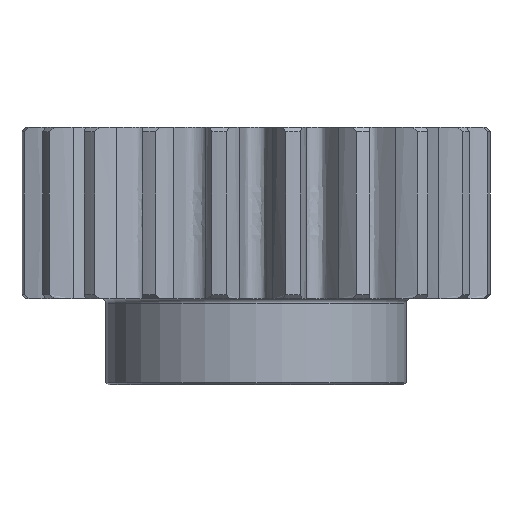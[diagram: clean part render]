
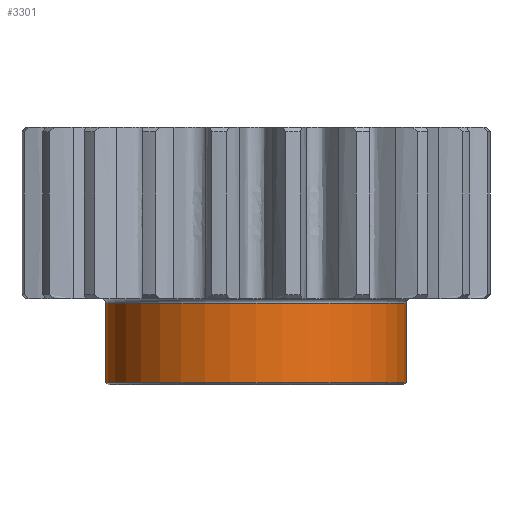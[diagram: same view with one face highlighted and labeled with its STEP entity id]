
A CAD part, front view. The second image highlights one B-rep face of the part: STEP entity #3301.
In plain terms, the highlighted cylindrical face has radius 35 mm (diameter 70 mm), a partial arc.
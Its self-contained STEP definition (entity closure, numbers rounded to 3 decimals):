
#609 = FACE_OUTER_BOUND ( 'NONE', #3379, .T. ) ;
#610 = CYLINDRICAL_SURFACE ( 'NONE', #612, 35. ) ;
#612 = AXIS2_PLACEMENT_3D ( 'NONE', #642, #641, #640 ) ;
#640 = DIRECTION ( 'NONE',  ( 1., 0., 0. ) ) ;
#641 = DIRECTION ( 'NONE',  ( 0., 0., 1. ) ) ;
#642 = CARTESIAN_POINT ( 'NONE',  ( 0., 0., -40. ) ) ;
#726 = CIRCLE ( 'NONE', #765, 35. ) ;
#765 = AXIS2_PLACEMENT_3D ( 'NONE', #797, #796, #795 ) ;
#795 = DIRECTION ( 'NONE',  ( -1., 0., 0. ) ) ;
#796 = DIRECTION ( 'NONE',  ( 0., 0., 1. ) ) ;
#797 = CARTESIAN_POINT ( 'NONE',  ( 0., 0., -39.5 ) ) ;
#2148 = VERTEX_POINT ( 'NONE', #3838 ) ;
#2175 = VERTEX_POINT ( 'NONE', #3907 ) ;
#2188 = EDGE_CURVE ( 'NONE', #2213, #2175, #3879, .T. ) ;
#2205 = EDGE_CURVE ( 'NONE', #2212, #2148, #3966, .T. ) ;
#2212 = VERTEX_POINT ( 'NONE', #3943 ) ;
#2213 = VERTEX_POINT ( 'NONE', #3942 ) ;
#2224 = EDGE_CURVE ( 'NONE', #2148, #2175, #3981, .T. ) ;
#3301 = ADVANCED_FACE ( 'NONE', ( #609 ), #610, .T. ) ;
#3311 = ORIENTED_EDGE ( 'NONE', *, *, #3365, .T. ) ;
#3365 = EDGE_CURVE ( 'NONE', #2213, #2212, #726, .T. ) ;
#3367 = ORIENTED_EDGE ( 'NONE', *, *, #2188, .F. ) ;
#3369 = ORIENTED_EDGE ( 'NONE', *, *, #2205, .T. ) ;
#3379 = EDGE_LOOP ( 'NONE', ( #3367, #3311, #3369, #3380 ) ) ;
#3380 = ORIENTED_EDGE ( 'NONE', *, *, #2224, .T. ) ;
#3838 = CARTESIAN_POINT ( 'NONE',  ( 35., 0., -21. ) ) ;
#3879 = LINE ( 'NONE', #3928, #3925 ) ;
#3907 = CARTESIAN_POINT ( 'NONE',  ( -35., 0., -21. ) ) ;
#3924 = DIRECTION ( 'NONE',  ( 0., 0., 1. ) ) ;
#3925 = VECTOR ( 'NONE', #3924, 1000. ) ;
#3928 = CARTESIAN_POINT ( 'NONE',  ( -35., 0., -40. ) ) ;
#3942 = CARTESIAN_POINT ( 'NONE',  ( -35., 0., -39.5 ) ) ;
#3943 = CARTESIAN_POINT ( 'NONE',  ( 35., 0., -39.5 ) ) ;
#3953 = DIRECTION ( 'NONE',  ( 0., 0., 1. ) ) ;
#3954 = VECTOR ( 'NONE', #3953, 1000. ) ;
#3963 = CARTESIAN_POINT ( 'NONE',  ( 35., 0., -40. ) ) ;
#3966 = LINE ( 'NONE', #3963, #3954 ) ;
#3977 = DIRECTION ( 'NONE',  ( 1., 0., 0. ) ) ;
#3978 = DIRECTION ( 'NONE',  ( 0., 0., -1. ) ) ;
#3979 = CARTESIAN_POINT ( 'NONE',  ( 0., 0., -21. ) ) ;
#3980 = AXIS2_PLACEMENT_3D ( 'NONE', #3979, #3978, #3977 ) ;
#3981 = CIRCLE ( 'NONE', #3980, 35. ) ;
